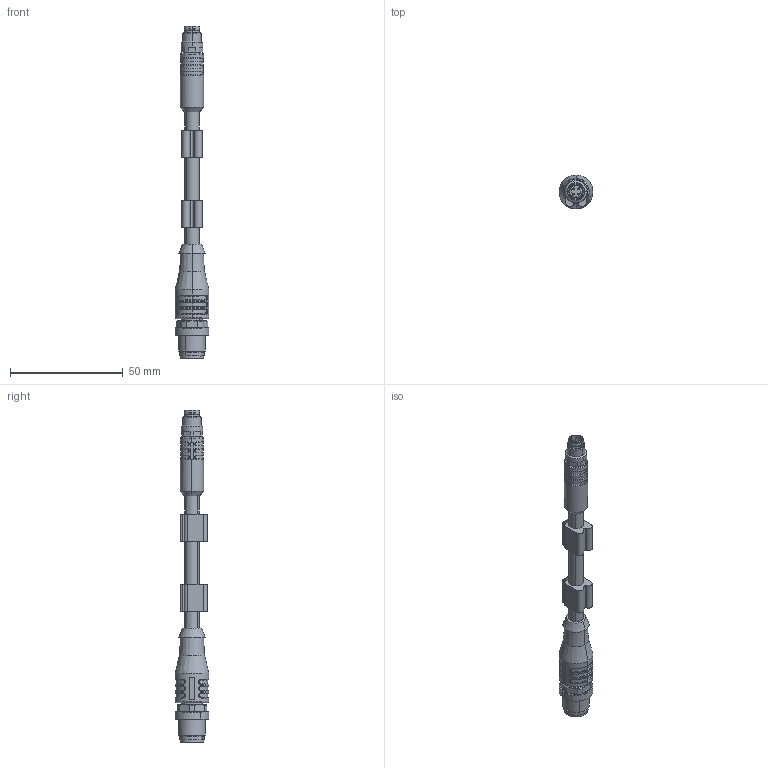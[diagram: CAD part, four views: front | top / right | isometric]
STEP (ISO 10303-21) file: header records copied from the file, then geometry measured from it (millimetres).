
FILE_DESCRIPTION(('CATIA V5 STEP Exchange','CAx-IF Rec.Pracs.--- Model Styling and Organization---1.4--- 2014-01-23'),'2;1');
FILE_NAME ('1407239-2_0', '2022-07-13T05:12:21+00:00', ('none'), ('Weidmueller'), 'CATIA Version 5-6 Release 2016 SP3 HF44', 'CATIA V5 STEP AP214', 'none');
FILE_SCHEMA(('AUTOMOTIVE_DESIGN { 1 0 10303 214 1 1 1 1 }'));
Length unit declared in the file: millimetre
Products named in the file (1): 2859780050
Bounding box: 15 x 15 x 147.55 mm (x, y, z)
Volume: 12028.7 mm3; surface area: 9306.7 mm2
Topology: 17 solids, 17 shells, 592 faces, 1556 edges, 987 vertices
Faces by surface type: cylinder 210, plane 162, bspline 86, torus 49, cone 36, extrusion 25, sphere 24
Entity records: 20602 total; most frequent: CARTESIAN_POINT 7901, ORIENTED_EDGE 3048, DIRECTION 1915, EDGE_CURVE 1524, VERTEX_POINT 987, AXIS2_PLACEMENT_3D 885, EDGE_LOOP 625, ADVANCED_FACE 592
